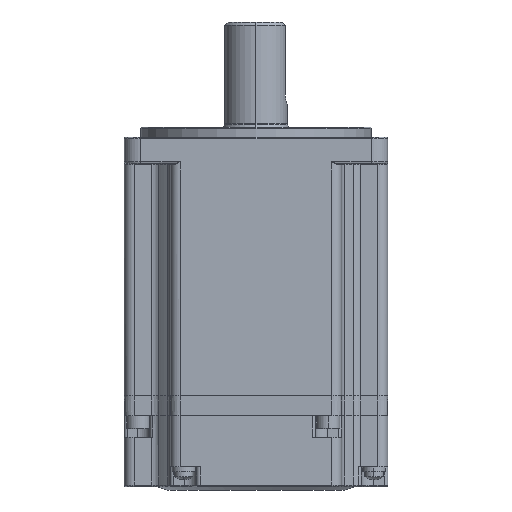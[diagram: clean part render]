
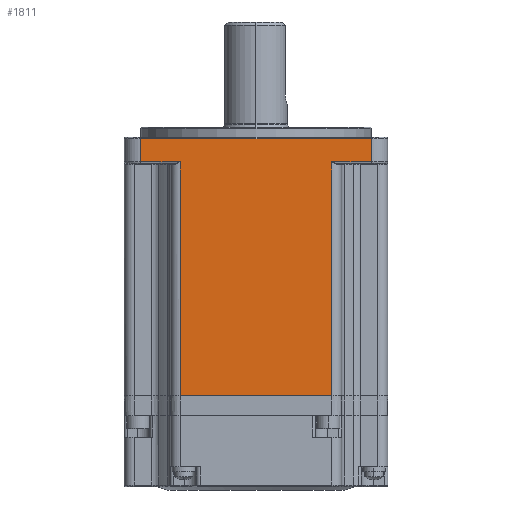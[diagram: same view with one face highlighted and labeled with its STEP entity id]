
A CAD part, front view. The second image highlights one B-rep face of the part: STEP entity #1811.
In plain terms, the highlighted planar face has unit normal (0, -1, 0).
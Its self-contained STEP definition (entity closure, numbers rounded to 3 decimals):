
#574 = CARTESIAN_POINT ( 'NONE',  ( 23., -40., 0.5 ) ) ;
#916 = CARTESIAN_POINT ( 'NONE',  ( 23., -40., -70.5 ) ) ;
#1348 = EDGE_CURVE ( 'NONE', #23078, #5742, #12511, .T. ) ;
#1640 = CARTESIAN_POINT ( 'NONE',  ( -35., -40., 0.5 ) ) ;
#1811 = ADVANCED_FACE ( 'NONE', ( #24376 ), #29270, .F. ) ;
#1924 = ORIENTED_EDGE ( 'NONE', *, *, #22558, .T. ) ;
#1958 = VERTEX_POINT ( 'NONE', #574 ) ;
#2000 = VECTOR ( 'NONE', #29815, 1000. ) ;
#3023 = CARTESIAN_POINT ( 'NONE',  ( -40., -40., 0.5 ) ) ;
#4723 = CARTESIAN_POINT ( 'NONE',  ( 23., -40., 8. ) ) ;
#5039 = LINE ( 'NONE', #4723, #2000 ) ;
#5703 = VERTEX_POINT ( 'NONE', #1640 ) ;
#5742 = VERTEX_POINT ( 'NONE', #13712 ) ;
#6449 = EDGE_CURVE ( 'NONE', #5703, #7741, #31249, .T. ) ;
#6474 = CARTESIAN_POINT ( 'NONE',  ( -23., -40., 8. ) ) ;
#6631 = ORIENTED_EDGE ( 'NONE', *, *, #15580, .T. ) ;
#6943 = CARTESIAN_POINT ( 'NONE',  ( -40., -40., 8. ) ) ;
#7106 = CARTESIAN_POINT ( 'NONE',  ( -23., -40., 0.5 ) ) ;
#7239 = VECTOR ( 'NONE', #30923, 1000. ) ;
#7275 = VECTOR ( 'NONE', #15719, 1000. ) ;
#7741 = VERTEX_POINT ( 'NONE', #7106 ) ;
#8132 = DIRECTION ( 'NONE',  ( 0., 0., -1. ) ) ;
#8472 = VERTEX_POINT ( 'NONE', #22062 ) ;
#9261 = ORIENTED_EDGE ( 'NONE', *, *, #1348, .F. ) ;
#10452 = CARTESIAN_POINT ( 'NONE',  ( -35., -40., 7.5 ) ) ;
#10568 = EDGE_LOOP ( 'NONE', ( #24615, #22437, #24766, #28514, #6631, #9261, #1924, #30107 ) ) ;
#12511 = LINE ( 'NONE', #19993, #21443 ) ;
#12562 = LINE ( 'NONE', #31979, #30143 ) ;
#13285 = LINE ( 'NONE', #17556, #7275 ) ;
#13644 = CARTESIAN_POINT ( 'NONE',  ( -40., -40., 0.5 ) ) ;
#13712 = CARTESIAN_POINT ( 'NONE',  ( -23., -40., -70.5 ) ) ;
#14844 = DIRECTION ( 'NONE',  ( 0., 0., 1. ) ) ;
#15580 = EDGE_CURVE ( 'NONE', #7741, #5742, #25718, .T. ) ;
#15719 = DIRECTION ( 'NONE',  ( -1., 0., 0. ) ) ;
#16102 = CARTESIAN_POINT ( 'NONE',  ( -35., -40., 8. ) ) ;
#16784 = AXIS2_PLACEMENT_3D ( 'NONE', #6943, #24854, #31890 ) ;
#17556 = CARTESIAN_POINT ( 'NONE',  ( -35., -40., 7.5 ) ) ;
#18147 = EDGE_CURVE ( 'NONE', #31296, #5703, #30464, .T. ) ;
#18897 = VECTOR ( 'NONE', #23095, 1000. ) ;
#19993 = CARTESIAN_POINT ( 'NONE',  ( -26., -40., -70.5 ) ) ;
#20289 = DIRECTION ( 'NONE',  ( 1., 0., 0. ) ) ;
#20450 = LINE ( 'NONE', #3023, #22193 ) ;
#21443 = VECTOR ( 'NONE', #29953, 1000. ) ;
#22062 = CARTESIAN_POINT ( 'NONE',  ( 35., -40., 0.5 ) ) ;
#22193 = VECTOR ( 'NONE', #20289, 1000. ) ;
#22437 = ORIENTED_EDGE ( 'NONE', *, *, #30539, .T. ) ;
#22558 = EDGE_CURVE ( 'NONE', #23078, #1958, #5039, .T. ) ;
#23078 = VERTEX_POINT ( 'NONE', #916 ) ;
#23095 = DIRECTION ( 'NONE',  ( 0., 0., -1. ) ) ;
#24376 = FACE_OUTER_BOUND ( 'NONE', #10568, .T. ) ;
#24595 = CARTESIAN_POINT ( 'NONE',  ( 35., -40., 7.5 ) ) ;
#24615 = ORIENTED_EDGE ( 'NONE', *, *, #31164, .T. ) ;
#24766 = ORIENTED_EDGE ( 'NONE', *, *, #18147, .T. ) ;
#24854 = DIRECTION ( 'NONE',  ( 0., 1., 0. ) ) ;
#25718 = LINE ( 'NONE', #6474, #18897 ) ;
#26274 = EDGE_CURVE ( 'NONE', #1958, #8472, #20450, .T. ) ;
#28348 = VECTOR ( 'NONE', #8132, 1000. ) ;
#28514 = ORIENTED_EDGE ( 'NONE', *, *, #6449, .T. ) ;
#29270 = PLANE ( 'NONE',  #16784 ) ;
#29815 = DIRECTION ( 'NONE',  ( 0., 0., 1. ) ) ;
#29953 = DIRECTION ( 'NONE',  ( -1., 0., 0. ) ) ;
#30107 = ORIENTED_EDGE ( 'NONE', *, *, #26274, .T. ) ;
#30143 = VECTOR ( 'NONE', #14844, 1000. ) ;
#30464 = LINE ( 'NONE', #16102, #28348 ) ;
#30539 = EDGE_CURVE ( 'NONE', #31576, #31296, #13285, .T. ) ;
#30923 = DIRECTION ( 'NONE',  ( 1., 0., 0. ) ) ;
#31164 = EDGE_CURVE ( 'NONE', #8472, #31576, #12562, .T. ) ;
#31249 = LINE ( 'NONE', #13644, #7239 ) ;
#31296 = VERTEX_POINT ( 'NONE', #10452 ) ;
#31576 = VERTEX_POINT ( 'NONE', #24595 ) ;
#31890 = DIRECTION ( 'NONE',  ( 0., 0., 1. ) ) ;
#31979 = CARTESIAN_POINT ( 'NONE',  ( 35., -40., 8. ) ) ;
